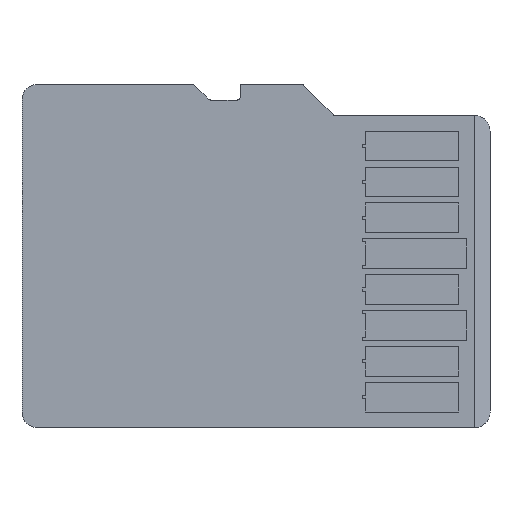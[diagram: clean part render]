
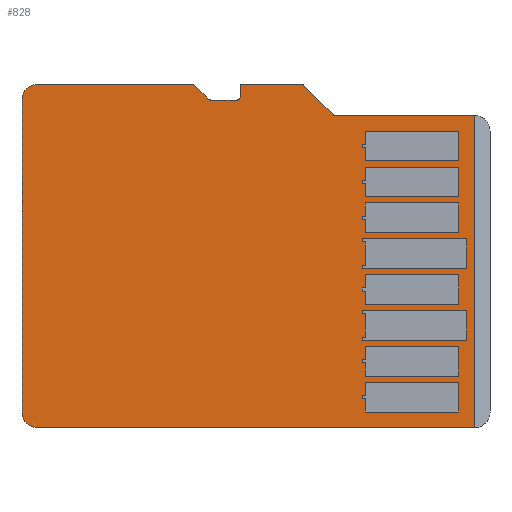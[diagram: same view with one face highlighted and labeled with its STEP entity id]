
A CAD part, front view. The second image highlights one B-rep face of the part: STEP entity #828.
In plain terms, the highlighted planar face has unit normal (0, -1, 0).
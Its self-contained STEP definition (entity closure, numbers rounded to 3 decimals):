
#36 = EDGE_CURVE ( 'NONE', #1177, #2948, #1313, .T. ) ;
#110 = ORIENTED_EDGE ( 'NONE', *, *, #2788, .F. ) ;
#167 = ORIENTED_EDGE ( 'NONE', *, *, #36, .F. ) ;
#176 = EDGE_CURVE ( 'NONE', #984, #2218, #819, .T. ) ;
#181 = CIRCLE ( 'NONE', #1019, 0.5 ) ;
#185 = VECTOR ( 'NONE', #2790, 1000. ) ;
#186 = CARTESIAN_POINT ( 'NONE',  ( 2.471, -0.5, 4.529 ) ) ;
#189 = CARTESIAN_POINT ( 'NONE',  ( 2.541, -0.5, 4.5 ) ) ;
#221 = CARTESIAN_POINT ( 'NONE',  ( -7., -0.5, 5. ) ) ;
#232 = DIRECTION ( 'NONE',  ( 0., 1., 0. ) ) ;
#234 = VECTOR ( 'NONE', #1133, 1000. ) ;
#334 = VERTEX_POINT ( 'NONE', #1844 ) ;
#351 = DIRECTION ( 'NONE',  ( 0., -1., 0. ) ) ;
#391 = CIRCLE ( 'NONE', #598, 0.1 ) ;
#395 = LINE ( 'NONE', #618, #914 ) ;
#451 = DIRECTION ( 'NONE',  ( -0.707, 0., 0.707 ) ) ;
#481 = CARTESIAN_POINT ( 'NONE',  ( -7.5, -0.5, -5.25 ) ) ;
#483 = CARTESIAN_POINT ( 'NONE',  ( -7.354, -0.5, 5.354 ) ) ;
#503 = LINE ( 'NONE', #481, #2194 ) ;
#564 = ORIENTED_EDGE ( 'NONE', *, *, #3004, .F. ) ;
#582 = EDGE_CURVE ( 'NONE', #2273, #334, #2789, .T. ) ;
#586 = ORIENTED_EDGE ( 'NONE', *, *, #1503, .F. ) ;
#589 = VECTOR ( 'NONE', #2561, 1000. ) ;
#598 = AXIS2_PLACEMENT_3D ( 'NONE', #689, #1442, #1371 ) ;
#604 = CARTESIAN_POINT ( 'NONE',  ( -7., -0.5, -5. ) ) ;
#618 = CARTESIAN_POINT ( 'NONE',  ( 1.529, -0.5, 5.471 ) ) ;
#625 = CARTESIAN_POINT ( 'NONE',  ( -0.5, -0.5, 5.1 ) ) ;
#638 = VERTEX_POINT ( 'NONE', #1776 ) ;
#643 = AXIS2_PLACEMENT_3D ( 'NONE', #2174, #2653, #1197 ) ;
#649 = AXIS2_PLACEMENT_3D ( 'NONE', #1404, #1390, #2359 ) ;
#661 = CARTESIAN_POINT ( 'NONE',  ( -7.354, -0.5, -5.354 ) ) ;
#689 = CARTESIAN_POINT ( 'NONE',  ( 2.541, -0.5, 4.6 ) ) ;
#696 = VERTEX_POINT ( 'NONE', #3064 ) ;
#712 = ORIENTED_EDGE ( 'NONE', *, *, #582, .F. ) ;
#735 = VERTEX_POINT ( 'NONE', #2819 ) ;
#777 = DIRECTION ( 'NONE',  ( 0., 0., 1. ) ) ;
#797 = CIRCLE ( 'NONE', #2846, 0.1 ) ;
#806 = CARTESIAN_POINT ( 'NONE',  ( -0.5, -0.5, 5.5 ) ) ;
#813 = CARTESIAN_POINT ( 'NONE',  ( 7., -0.5, -5.5 ) ) ;
#819 = LINE ( 'NONE', #1735, #2182 ) ;
#828 = ADVANCED_FACE ( 'NONE', ( #1241 ), #949, .F. ) ;
#832 = CARTESIAN_POINT ( 'NONE',  ( 7., -0.5, -5.5 ) ) ;
#869 = EDGE_CURVE ( 'NONE', #2218, #735, #797, .T. ) ;
#874 = ORIENTED_EDGE ( 'NONE', *, *, #1102, .F. ) ;
#889 = ORIENTED_EDGE ( 'NONE', *, *, #1528, .F. ) ;
#899 = DIRECTION ( 'NONE',  ( 0.707, 0., -0.707 ) ) ;
#914 = VECTOR ( 'NONE', #899, 1000. ) ;
#941 = EDGE_LOOP ( 'NONE', ( #2161, #1033, #3139, #874, #1822, #2191, #889, #712, #2946, #2037, #2066, #2312, #110, #564, #167, #586, #3070, #1913 ) ) ;
#949 = PLANE ( 'NONE',  #2185 ) ;
#950 = EDGE_CURVE ( 'NONE', #2628, #1148, #2046, .T. ) ;
#969 = DIRECTION ( 'NONE',  ( 0., 0., 1. ) ) ;
#984 = VERTEX_POINT ( 'NONE', #1804 ) ;
#987 = DIRECTION ( 'NONE',  ( 0., -1., 0. ) ) ;
#1019 = AXIS2_PLACEMENT_3D ( 'NONE', #604, #2765, #1561 ) ;
#1033 = ORIENTED_EDGE ( 'NONE', *, *, #950, .F. ) ;
#1073 = EDGE_CURVE ( 'NONE', #735, #2273, #1395, .T. ) ;
#1102 = EDGE_CURVE ( 'NONE', #1584, #1876, #3106, .T. ) ;
#1133 = DIRECTION ( 'NONE',  ( 0., 0., 1. ) ) ;
#1148 = VERTEX_POINT ( 'NONE', #2073 ) ;
#1177 = VERTEX_POINT ( 'NONE', #483 ) ;
#1180 = DIRECTION ( 'NONE',  ( 0., 1., 0. ) ) ;
#1197 = DIRECTION ( 'NONE',  ( 0., 0., 1. ) ) ;
#1203 = CARTESIAN_POINT ( 'NONE',  ( -0.6, -0.5, 5.1 ) ) ;
#1206 = LINE ( 'NONE', #2001, #2866 ) ;
#1220 = AXIS2_PLACEMENT_3D ( 'NONE', #2556, #351, #1834 ) ;
#1230 = DIRECTION ( 'NONE',  ( -0.707, 0., 0.707 ) ) ;
#1241 = FACE_OUTER_BOUND ( 'NONE', #941, .T. ) ;
#1313 = CIRCLE ( 'NONE', #2744, 0.5 ) ;
#1371 = DIRECTION ( 'NONE',  ( 0., 0., 1. ) ) ;
#1390 = DIRECTION ( 'NONE',  ( 0., 1., 0. ) ) ;
#1395 = LINE ( 'NONE', #625, #234 ) ;
#1404 = CARTESIAN_POINT ( 'NONE',  ( -7., -0.5, -5. ) ) ;
#1442 = DIRECTION ( 'NONE',  ( 0., -1., 0. ) ) ;
#1503 = EDGE_CURVE ( 'NONE', #2621, #1177, #3110, .T. ) ;
#1528 = EDGE_CURVE ( 'NONE', #334, #696, #2546, .T. ) ;
#1561 = DIRECTION ( 'NONE',  ( -0.707, 0., -0.707 ) ) ;
#1581 = VECTOR ( 'NONE', #2550, 1000. ) ;
#1584 = VERTEX_POINT ( 'NONE', #189 ) ;
#1626 = VERTEX_POINT ( 'NONE', #2612 ) ;
#1685 = CARTESIAN_POINT ( 'NONE',  ( -7.5, -0.5, 5. ) ) ;
#1687 = CARTESIAN_POINT ( 'NONE',  ( -7., -0.5, 5. ) ) ;
#1695 = DIRECTION ( 'NONE',  ( 1., 0., 0. ) ) ;
#1735 = CARTESIAN_POINT ( 'NONE',  ( -1.459, -0.5, 5. ) ) ;
#1776 = CARTESIAN_POINT ( 'NONE',  ( -7.5, -0.5, -5. ) ) ;
#1796 = DIRECTION ( 'NONE',  ( 1., 0., 0. ) ) ;
#1804 = CARTESIAN_POINT ( 'NONE',  ( -1.459, -0.5, 5. ) ) ;
#1806 = EDGE_CURVE ( 'NONE', #1626, #984, #1828, .T. ) ;
#1807 = DIRECTION ( 'NONE',  ( 1., 0., 0. ) ) ;
#1822 = ORIENTED_EDGE ( 'NONE', *, *, #2531, .F. ) ;
#1827 = LINE ( 'NONE', #832, #185 ) ;
#1828 = CIRCLE ( 'NONE', #1220, 0.1 ) ;
#1834 = DIRECTION ( 'NONE',  ( 0., 0., 1. ) ) ;
#1844 = CARTESIAN_POINT ( 'NONE',  ( 1.459, -0.5, 5.5 ) ) ;
#1876 = VERTEX_POINT ( 'NONE', #3099 ) ;
#1913 = ORIENTED_EDGE ( 'NONE', *, *, #2367, .F. ) ;
#2001 = CARTESIAN_POINT ( 'NONE',  ( -7.25, -0.5, 5.5 ) ) ;
#2037 = ORIENTED_EDGE ( 'NONE', *, *, #869, .F. ) ;
#2038 = VERTEX_POINT ( 'NONE', #661 ) ;
#2046 = LINE ( 'NONE', #813, #2445 ) ;
#2063 = CARTESIAN_POINT ( 'NONE',  ( -2., -0.5, 5.5 ) ) ;
#2066 = ORIENTED_EDGE ( 'NONE', *, *, #176, .F. ) ;
#2073 = CARTESIAN_POINT ( 'NONE',  ( -7., -0.5, -5.5 ) ) ;
#2137 = DIRECTION ( 'NONE',  ( 0., 1., 0. ) ) ;
#2148 = CARTESIAN_POINT ( 'NONE',  ( -7., -0.5, 5.5 ) ) ;
#2161 = ORIENTED_EDGE ( 'NONE', *, *, #2547, .F. ) ;
#2174 = CARTESIAN_POINT ( 'NONE',  ( 1.459, -0.5, 5.4 ) ) ;
#2182 = VECTOR ( 'NONE', #1796, 1000. ) ;
#2183 = EDGE_CURVE ( 'NONE', #638, #2621, #503, .T. ) ;
#2185 = AXIS2_PLACEMENT_3D ( 'NONE', #3160, #232, #1695 ) ;
#2191 = ORIENTED_EDGE ( 'NONE', *, *, #2476, .F. ) ;
#2192 = AXIS2_PLACEMENT_3D ( 'NONE', #221, #2137, #451 ) ;
#2194 = VECTOR ( 'NONE', #777, 1000. ) ;
#2215 = CARTESIAN_POINT ( 'NONE',  ( 7., -0.5, -5.5 ) ) ;
#2218 = VERTEX_POINT ( 'NONE', #2234 ) ;
#2234 = CARTESIAN_POINT ( 'NONE',  ( -0.6, -0.5, 5. ) ) ;
#2273 = VERTEX_POINT ( 'NONE', #806 ) ;
#2305 = DIRECTION ( 'NONE',  ( 1., 0., 0. ) ) ;
#2312 = ORIENTED_EDGE ( 'NONE', *, *, #1806, .F. ) ;
#2342 = CIRCLE ( 'NONE', #649, 0.5 ) ;
#2359 = DIRECTION ( 'NONE',  ( -0.707, 0., -0.707 ) ) ;
#2367 = EDGE_CURVE ( 'NONE', #2038, #638, #181, .T. ) ;
#2445 = VECTOR ( 'NONE', #2742, 1000. ) ;
#2463 = CARTESIAN_POINT ( 'NONE',  ( -0.5, -0.5, 5.5 ) ) ;
#2476 = EDGE_CURVE ( 'NONE', #696, #2545, #395, .T. ) ;
#2531 = EDGE_CURVE ( 'NONE', #2545, #1584, #391, .T. ) ;
#2532 = LINE ( 'NONE', #2063, #1581 ) ;
#2545 = VERTEX_POINT ( 'NONE', #186 ) ;
#2546 = CIRCLE ( 'NONE', #643, 0.1 ) ;
#2547 = EDGE_CURVE ( 'NONE', #1148, #2038, #2342, .T. ) ;
#2550 = DIRECTION ( 'NONE',  ( 0.707, 0., -0.707 ) ) ;
#2556 = CARTESIAN_POINT ( 'NONE',  ( -1.459, -0.5, 5.1 ) ) ;
#2561 = DIRECTION ( 'NONE',  ( 1., 0., 0. ) ) ;
#2586 = VECTOR ( 'NONE', #2305, 1000. ) ;
#2612 = CARTESIAN_POINT ( 'NONE',  ( -1.529, -0.5, 5.029 ) ) ;
#2621 = VERTEX_POINT ( 'NONE', #1685 ) ;
#2628 = VERTEX_POINT ( 'NONE', #2215 ) ;
#2653 = DIRECTION ( 'NONE',  ( 0., 1., 0. ) ) ;
#2742 = DIRECTION ( 'NONE',  ( -1., 0., 0. ) ) ;
#2744 = AXIS2_PLACEMENT_3D ( 'NONE', #1687, #1180, #1230 ) ;
#2757 = EDGE_CURVE ( 'NONE', #2628, #1876, #1827, .T. ) ;
#2765 = DIRECTION ( 'NONE',  ( 0., 1., 0. ) ) ;
#2788 = EDGE_CURVE ( 'NONE', #3009, #1626, #2532, .T. ) ;
#2789 = LINE ( 'NONE', #2463, #2586 ) ;
#2790 = DIRECTION ( 'NONE',  ( 0., 0., 1. ) ) ;
#2817 = CARTESIAN_POINT ( 'NONE',  ( 2.541, -0.5, 4.5 ) ) ;
#2819 = CARTESIAN_POINT ( 'NONE',  ( -0.5, -0.5, 5.1 ) ) ;
#2846 = AXIS2_PLACEMENT_3D ( 'NONE', #1203, #987, #969 ) ;
#2866 = VECTOR ( 'NONE', #1807, 1000. ) ;
#2946 = ORIENTED_EDGE ( 'NONE', *, *, #1073, .F. ) ;
#2948 = VERTEX_POINT ( 'NONE', #2148 ) ;
#2974 = CARTESIAN_POINT ( 'NONE',  ( -2., -0.5, 5.5 ) ) ;
#3004 = EDGE_CURVE ( 'NONE', #2948, #3009, #1206, .T. ) ;
#3009 = VERTEX_POINT ( 'NONE', #2974 ) ;
#3064 = CARTESIAN_POINT ( 'NONE',  ( 1.529, -0.5, 5.471 ) ) ;
#3070 = ORIENTED_EDGE ( 'NONE', *, *, #2183, .F. ) ;
#3099 = CARTESIAN_POINT ( 'NONE',  ( 7., -0.5, 4.5 ) ) ;
#3106 = LINE ( 'NONE', #2817, #589 ) ;
#3110 = CIRCLE ( 'NONE', #2192, 0.5 ) ;
#3139 = ORIENTED_EDGE ( 'NONE', *, *, #2757, .T. ) ;
#3160 = CARTESIAN_POINT ( 'NONE',  ( 7.25, -0.5, -5.25 ) ) ;
